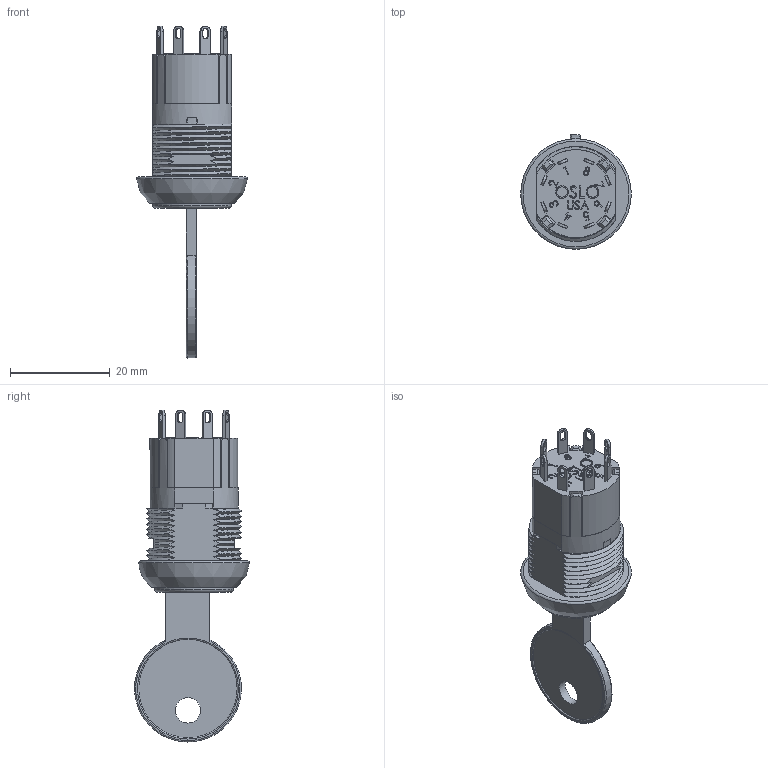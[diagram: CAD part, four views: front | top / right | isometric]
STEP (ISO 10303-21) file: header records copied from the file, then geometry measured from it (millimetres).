
FILE_DESCRIPTION(/* description */ (''),/* implementation_level */ '2;1');
FILE_NAME(/* name */ 'K1 Series Model.stp',/* time_stamp */ '2023-11-02T15:04:37-04:00',/* author */ ('dwiltbank'),/* organization */ (''),/* preprocessor_version */ 'ST-DEVELOPER v19.2',/* originating_system */ 'Autodesk Inventor 2024',/* authorisation */ '');
FILE_SCHEMA (('AUTOMOTIVE_DESIGN { 1 0 10303 214 3 1 1 }'));
Products named in the file (1): K1 Series Assembly_Simplify_1
Bounding box: 22.23 x 23.07 x 66.65 mm (x, y, z)
Volume: 6674.9 mm3; surface area: 9962.2 mm2
Topology: 2 solids, 2 shells, 1509 faces, 4595 edges, 2988 vertices
Faces by surface type: plane 1094, cylinder 220, bspline 173, cone 13, torus 7, sphere 2
Full cylindrical faces by diameter (mm): 2.972 x1, 3.061 x1, 3.124 x1, 5.08 x1, 5.588 x1, 6.096 x1, 6.35 x1, 6.858 x1, 7.366 x1, 7.772 x1, 9.296 x1, 12.192 x1, 12.7 x1, 12.878 x1, 14.732 x1, 15.799 x1, 16.154 x1
Entity records: 76129 total; most frequent: CARTESIAN_POINT 34109, ORIENTED_EDGE 9188, DIRECTION 7528, EDGE_CURVE 4594, LINE 3426, VECTOR 3426, VERTEX_POINT 2988, AXIS2_PLACEMENT_3D 2051
